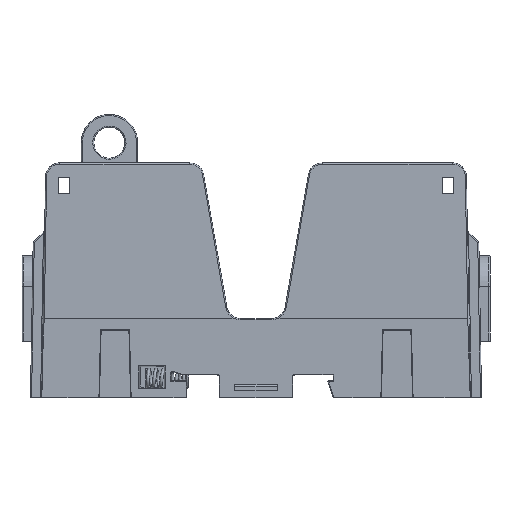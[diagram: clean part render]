
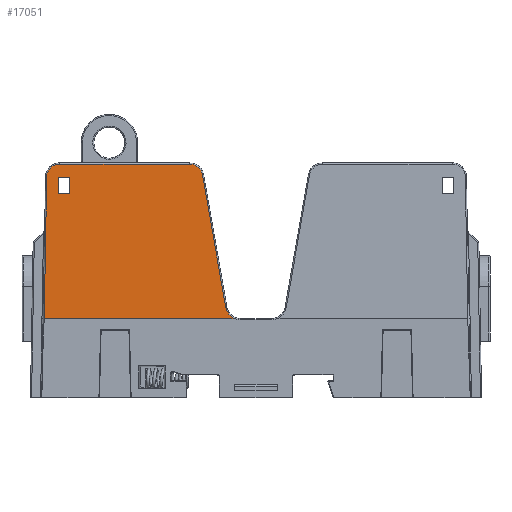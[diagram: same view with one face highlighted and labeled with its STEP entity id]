
A CAD part, front view. The second image highlights one B-rep face of the part: STEP entity #17051.
In plain terms, the highlighted planar face has unit normal (0, -1, 0.009).
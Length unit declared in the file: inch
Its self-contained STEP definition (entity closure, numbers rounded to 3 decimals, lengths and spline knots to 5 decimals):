
#237 =( BOUNDED_CURVE ( )  B_SPLINE_CURVE ( 3, ( #6597, #14303, #18263, #29457 ),
 .UNSPECIFIED., .F., .F. ) 
 B_SPLINE_CURVE_WITH_KNOTS ( ( 4, 4 ),
 ( 1.74533, 3.14159 ),
 .UNSPECIFIED. ) 
 CURVE ( )  GEOMETRIC_REPRESENTATION_ITEM ( )  RATIONAL_B_SPLINE_CURVE ( ( 1., 0.844, 0.844, 1. ) ) 
 REPRESENTATION_ITEM ( '' )  );
#977 = CARTESIAN_POINT ( 'NONE',  ( -0.18598, -0.59, 0.70003 ) ) ;
#1477 = PLANE ( 'NONE',  #4273 ) ;
#2236 = LINE ( 'NONE', #20801, #13253 ) ;
#2394 = VERTEX_POINT ( 'NONE', #36048 ) ;
#3449 = VECTOR ( 'NONE', #22388, 39.37008 ) ;
#3728 = VERTEX_POINT ( 'NONE', #9881 ) ;
#4273 = AXIS2_PLACEMENT_3D ( 'NONE', #8888, #12126, #24043 ) ;
#4367 = ORIENTED_EDGE ( 'NONE', *, *, #14886, .T. ) ;
#4590 = CARTESIAN_POINT ( 'NONE',  ( -0.26806, -0.58911, 0.80164 ) ) ;
#5191 = EDGE_CURVE ( 'NONE', #39046, #30012, #25652, .T. ) ;
#5246 = CARTESIAN_POINT ( 'NONE',  ( -0.18609, -0.59, 0.7 ) ) ;
#5427 = CARTESIAN_POINT ( 'NONE',  ( -0.47497, -0.57887, 1.97506 ) ) ;
#6597 = CARTESIAN_POINT ( 'NONE',  ( -0.47497, -0.57887, 1.97506 ) ) ;
#7947 = EDGE_CURVE ( 'NONE', #19908, #35965, #19136, .T. ) ;
#8328 = CARTESIAN_POINT ( 'NONE',  ( -1.75, -0.59, 0.7 ) ) ;
#8677 = ORIENTED_EDGE ( 'NONE', *, *, #5191, .T. ) ;
#8782 = CARTESIAN_POINT ( 'NONE',  ( -0.18598, -0.59, 0.70004 ) ) ;
#8888 = CARTESIAN_POINT ( 'NONE',  ( -1.88778, -0.59, 0.7 ) ) ;
#9881 = CARTESIAN_POINT ( 'NONE',  ( -1.65, -0.58036, 1.805 ) ) ;
#10231 = CARTESIAN_POINT ( 'NONE',  ( -1.80729, -0.57804, 2.07009 ) ) ;
#10487 = DIRECTION ( 'NONE',  ( 1., 0., 0. ) ) ;
#10904 = DIRECTION ( 'NONE',  ( 0., -0.009, -1. ) ) ;
#11349 = DIRECTION ( 'NONE',  ( -1., 0., 0. ) ) ;
#11487 =( BOUNDED_CURVE ( )  B_SPLINE_CURVE ( 3, ( #8782, #46361, #20200, #4590 ),
 .UNSPECIFIED., .F., .F. ) 
 B_SPLINE_CURVE_WITH_KNOTS ( ( 4, 4 ),
 ( 0.38634, 1.39626 ),
 .UNSPECIFIED. ) 
 CURVE ( )  GEOMETRIC_REPRESENTATION_ITEM ( )  RATIONAL_B_SPLINE_CURVE ( ( 1., 0.917, 0.917, 1. ) ) 
 REPRESENTATION_ITEM ( '' )  );
#11853 = LINE ( 'NONE', #37998, #30380 ) ;
#12126 = DIRECTION ( 'NONE',  ( 0., -1., 0.009 ) ) ;
#12666 = CARTESIAN_POINT ( 'NONE',  ( -0.1861, -0.59, 0.7 ) ) ;
#12783 = LINE ( 'NONE', #8328, #26731 ) ;
#13174 = CARTESIAN_POINT ( 'NONE',  ( -0.18601, -0.59, 0.70001 ) ) ;
#13253 = VECTOR ( 'NONE', #28309, 39.37008 ) ;
#14241 = CARTESIAN_POINT ( 'NONE',  ( -1.9, -0.59, 0.7 ) ) ;
#14303 = CARTESIAN_POINT ( 'NONE',  ( -0.4851, -0.57837, 2.03256 ) ) ;
#14886 = EDGE_CURVE ( 'NONE', #35965, #31179, #16553, .T. ) ;
#14888 = CARTESIAN_POINT ( 'NONE',  ( -1.74086, -0.57804, 2.07009 ) ) ;
#15373 = EDGE_LOOP ( 'NONE', ( #43098, #4367, #37655, #8677, #28158, #24477, #22934, #41314 ) ) ;
#16553 = B_SPLINE_CURVE_WITH_KNOTS ( 'NONE', 3,
 ( #12666, #5246, #35803, #42799, #20093, #23602, #38810, #13174, #35577, #35036, #16645, #28345, #27837, #39303, #977, #20371 ),
 .UNSPECIFIED., .F., .F.,
 ( 4, 3, 3, 3, 3, 4 ),
 ( 0., 0., 0., 0., 0., 0. ),
 .UNSPECIFIED. ) ;
#16645 = CARTESIAN_POINT ( 'NONE',  ( -0.18599, -0.59, 0.70002 ) ) ;
#16859 = ORIENTED_EDGE ( 'NONE', *, *, #30470, .T. ) ;
#16969 = CARTESIAN_POINT ( 'NONE',  ( -1.87778, -0.59, 0.7 ) ) ;
#17051 = ADVANCED_FACE ( 'NONE', ( #46230, #39262 ), #1477, .T. ) ;
#17216 = EDGE_CURVE ( 'NONE', #3728, #42173, #29783, .T. ) ;
#18263 = CARTESIAN_POINT ( 'NONE',  ( -0.52983, -0.57804, 2.07009 ) ) ;
#18356 = ORIENTED_EDGE ( 'NONE', *, *, #43104, .T. ) ;
#18836 = LINE ( 'NONE', #14888, #19930 ) ;
#19136 = LINE ( 'NONE', #14241, #20795 ) ;
#19459 = CARTESIAN_POINT ( 'NONE',  ( -1.75, -0.58036, 1.805 ) ) ;
#19908 = VERTEX_POINT ( 'NONE', #16969 ) ;
#19930 = VECTOR ( 'NONE', #38468, 39.37008 ) ;
#20093 = CARTESIAN_POINT ( 'NONE',  ( -0.18604, -0.59, 0.7 ) ) ;
#20200 = CARTESIAN_POINT ( 'NONE',  ( -0.25981, -0.58952, 0.75488 ) ) ;
#20371 = CARTESIAN_POINT ( 'NONE',  ( -0.18598, -0.59, 0.70004 ) ) ;
#20795 = VECTOR ( 'NONE', #10487, 39.37008 ) ;
#20801 = CARTESIAN_POINT ( 'NONE',  ( -1.87778, -0.59, 0.69983 ) ) ;
#21384 = CARTESIAN_POINT ( 'NONE',  ( -1.74086, -0.57804, 2.07009 ) ) ;
#21419 = VERTEX_POINT ( 'NONE', #30425 ) ;
#21757 = CARTESIAN_POINT ( 'NONE',  ( -1.75, -0.57905, 1.955 ) ) ;
#22388 = DIRECTION ( 'NONE',  ( -0.174, 0.009, 0.985 ) ) ;
#22654 = EDGE_CURVE ( 'NONE', #31179, #39046, #11487, .T. ) ;
#22934 = ORIENTED_EDGE ( 'NONE', *, *, #38898, .T. ) ;
#23602 = CARTESIAN_POINT ( 'NONE',  ( -0.18603, -0.59, 0.70001 ) ) ;
#24043 = DIRECTION ( 'NONE',  ( 0., -0.009, -1. ) ) ;
#24477 = ORIENTED_EDGE ( 'NONE', *, *, #44122, .T. ) ;
#25318 = CARTESIAN_POINT ( 'NONE',  ( -1.88778, -0.57905, 1.955 ) ) ;
#25372 = CARTESIAN_POINT ( 'NONE',  ( -1.85468, -0.57845, 2.02352 ) ) ;
#25652 = LINE ( 'NONE', #29635, #3449 ) ;
#26335 = CARTESIAN_POINT ( 'NONE',  ( -0.26806, -0.58911, 0.80164 ) ) ;
#26731 = VECTOR ( 'NONE', #27953, 39.37008 ) ;
#27417 = VECTOR ( 'NONE', #37266, 39.37008 ) ;
#27778 = VERTEX_POINT ( 'NONE', #21757 ) ;
#27837 = CARTESIAN_POINT ( 'NONE',  ( -0.18598, -0.59, 0.70003 ) ) ;
#27953 = DIRECTION ( 'NONE',  ( 0., 0.009, 1. ) ) ;
#28158 = ORIENTED_EDGE ( 'NONE', *, *, #35908, .T. ) ;
#28309 = DIRECTION ( 'NONE',  ( -0.017, -0.009, -1. ) ) ;
#28345 = CARTESIAN_POINT ( 'NONE',  ( -0.18599, -0.59, 0.70003 ) ) ;
#28797 = LINE ( 'NONE', #25318, #27417 ) ;
#29457 = CARTESIAN_POINT ( 'NONE',  ( -0.58822, -0.57804, 2.07009 ) ) ;
#29635 = CARTESIAN_POINT ( 'NONE',  ( -0.29952, -0.58756, 0.98003 ) ) ;
#29783 = LINE ( 'NONE', #41973, #48021 ) ;
#30012 = VERTEX_POINT ( 'NONE', #5427 ) ;
#30380 = VECTOR ( 'NONE', #10904, 39.37008 ) ;
#30425 = CARTESIAN_POINT ( 'NONE',  ( -1.74086, -0.57804, 2.07009 ) ) ;
#30470 = EDGE_CURVE ( 'NONE', #42173, #27778, #12783, .T. ) ;
#30682 = CARTESIAN_POINT ( 'NONE',  ( -0.1861, -0.59, 0.7 ) ) ;
#31179 = VERTEX_POINT ( 'NONE', #42522 ) ;
#31414 = EDGE_CURVE ( 'NONE', #27778, #46568, #28797, .T. ) ;
#34008 = ORIENTED_EDGE ( 'NONE', *, *, #31414, .T. ) ;
#35036 = CARTESIAN_POINT ( 'NONE',  ( -0.186, -0.59, 0.70002 ) ) ;
#35577 = CARTESIAN_POINT ( 'NONE',  ( -0.186, -0.59, 0.70001 ) ) ;
#35803 = CARTESIAN_POINT ( 'NONE',  ( -0.18607, -0.59, 0.7 ) ) ;
#35908 = EDGE_CURVE ( 'NONE', #30012, #2394, #237, .T. ) ;
#35965 = VERTEX_POINT ( 'NONE', #30682 ) ;
#36048 = CARTESIAN_POINT ( 'NONE',  ( -0.58822, -0.57804, 2.07009 ) ) ;
#37266 = DIRECTION ( 'NONE',  ( 1., 0., 0. ) ) ;
#37655 = ORIENTED_EDGE ( 'NONE', *, *, #22654, .T. ) ;
#37998 = CARTESIAN_POINT ( 'NONE',  ( -1.65, -0.59, 0.7 ) ) ;
#38319 = EDGE_LOOP ( 'NONE', ( #45761, #16859, #34008, #18356 ) ) ;
#38468 = DIRECTION ( 'NONE',  ( -1., 0., 0. ) ) ;
#38810 = CARTESIAN_POINT ( 'NONE',  ( -0.18602, -0.59, 0.70001 ) ) ;
#38898 = EDGE_CURVE ( 'NONE', #21419, #43990, #45427, .T. ) ;
#39046 = VERTEX_POINT ( 'NONE', #26335 ) ;
#39125 = EDGE_CURVE ( 'NONE', #43990, #19908, #2236, .T. ) ;
#39262 = FACE_OUTER_BOUND ( 'NONE', #15373, .T. ) ;
#39303 = CARTESIAN_POINT ( 'NONE',  ( -0.18598, -0.59, 0.70003 ) ) ;
#39546 = CARTESIAN_POINT ( 'NONE',  ( -1.85584, -0.57903, 1.95709 ) ) ;
#40577 = CARTESIAN_POINT ( 'NONE',  ( -1.85584, -0.57903, 1.95709 ) ) ;
#41314 = ORIENTED_EDGE ( 'NONE', *, *, #39125, .T. ) ;
#41973 = CARTESIAN_POINT ( 'NONE',  ( -1.88778, -0.58036, 1.805 ) ) ;
#42173 = VERTEX_POINT ( 'NONE', #19459 ) ;
#42522 = CARTESIAN_POINT ( 'NONE',  ( -0.18598, -0.59, 0.70004 ) ) ;
#42799 = CARTESIAN_POINT ( 'NONE',  ( -0.18606, -0.59, 0.7 ) ) ;
#43098 = ORIENTED_EDGE ( 'NONE', *, *, #7947, .T. ) ;
#43104 = EDGE_CURVE ( 'NONE', #46568, #3728, #11853, .T. ) ;
#43538 = CARTESIAN_POINT ( 'NONE',  ( -1.65, -0.57905, 1.955 ) ) ;
#43990 = VERTEX_POINT ( 'NONE', #39546 ) ;
#44122 = EDGE_CURVE ( 'NONE', #2394, #21419, #18836, .T. ) ;
#45427 =( BOUNDED_CURVE ( )  B_SPLINE_CURVE ( 3, ( #21384, #10231, #25372, #40577 ),
 .UNSPECIFIED., .F., .F. ) 
 B_SPLINE_CURVE_WITH_KNOTS ( ( 4, 4 ),
 ( 3.14159, 4.69494 ),
 .UNSPECIFIED. ) 
 CURVE ( )  GEOMETRIC_REPRESENTATION_ITEM ( )  RATIONAL_B_SPLINE_CURVE ( ( 1., 0.809, 0.809, 1. ) ) 
 REPRESENTATION_ITEM ( '' )  );
#45761 = ORIENTED_EDGE ( 'NONE', *, *, #17216, .T. ) ;
#46230 = FACE_BOUND ( 'NONE', #38319, .T. ) ;
#46361 = CARTESIAN_POINT ( 'NONE',  ( -0.22997, -0.58984, 0.71793 ) ) ;
#46568 = VERTEX_POINT ( 'NONE', #43538 ) ;
#48021 = VECTOR ( 'NONE', #11349, 39.37008 ) ;
